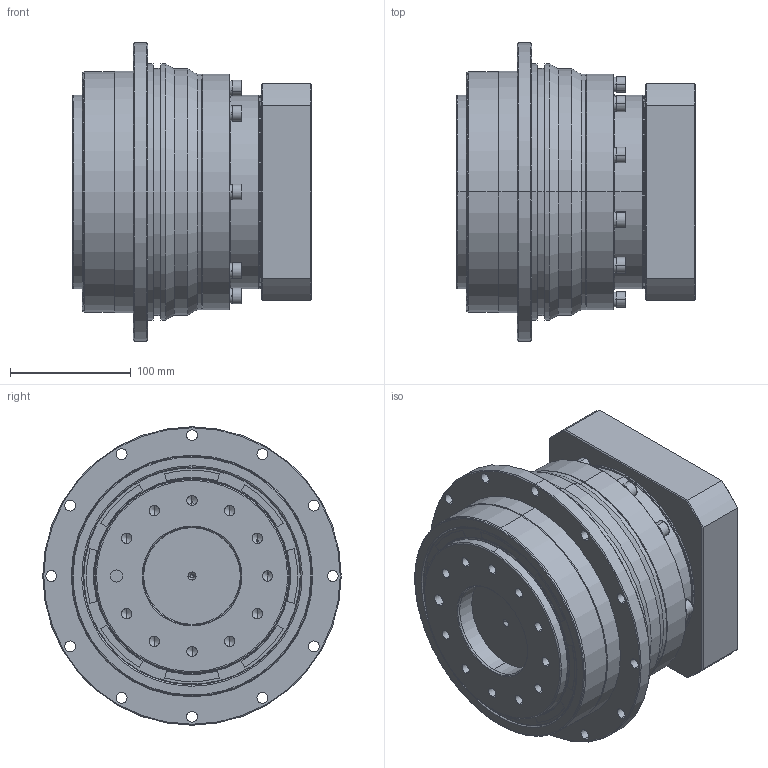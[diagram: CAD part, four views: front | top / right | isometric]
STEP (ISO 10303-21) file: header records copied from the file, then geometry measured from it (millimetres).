
FILE_DESCRIPTION (( 'STEP AP203' ), '1' );
FILE_NAME ('FAD200D-L1-35-114.3-200-M12-82.STEP', '2022-03-23T10:37:48', ( 'User' ), ( 'China' ), 'SwSTEP 2.0', 'SolidWorks 2020', '' );
FILE_SCHEMA (( 'CONFIG_CONTROL_DESIGN' ));
Length unit declared in the file: millimetre
Products named in the file (13): M10-20樓粟菜; 输出内齿圈壳体FAD200; 输入端壳体FAD200D; M12-25; 输入法兰FAB180D-114.3X43.5XM12; 输入轴调整套42-35; 输入轴锁紧环49X96X22; FAD200D-L1-35-114.3-200-M12-82; 囀鞠褒踡隅蹟隊M20X16; 蚐猾160X180X3; M8-16樓粟菜; 怀堤俴陎殤FAD200D; 输入轴FAB180-42
Assembly tree (27 placements, depth 2):
  FAD200D-L1-35-114.3-200-M12-82
    输出内齿圈壳体FAD200
    输入端壳体FAD200D
    M8-16樓粟菜  x10
    输入法兰FAB180D-114.3X43.5XM12
    M10-20樓粟菜  x7
    怀堤俴陎殤FAD200D
    蚐猾160X180X3
    输入轴FAB180-42
    输入轴调整套42-35
    输入轴锁紧环49X96X22
    M12-25
    囀鞠褒踡隅蹟隊M20X16
Bounding box: 197.5 x 247 x 247 mm (x, y, z)
Volume: 5755377.7 mm3; surface area: 636154.8 mm2
Topology: 10 solids, 45 shells, 1104 faces, 2641 edges, 1643 vertices
Faces by surface type: cylinder 447, plane 343, cone 203, bspline 111
Entity records: 27887 total; most frequent: CARTESIAN_POINT 10394, DIRECTION 3449, ORIENTED_EDGE 3142, EDGE_CURVE 1579, AXIS2_PLACEMENT_3D 1414, VERTEX_POINT 998, EDGE_LOOP 831, CIRCLE 780
